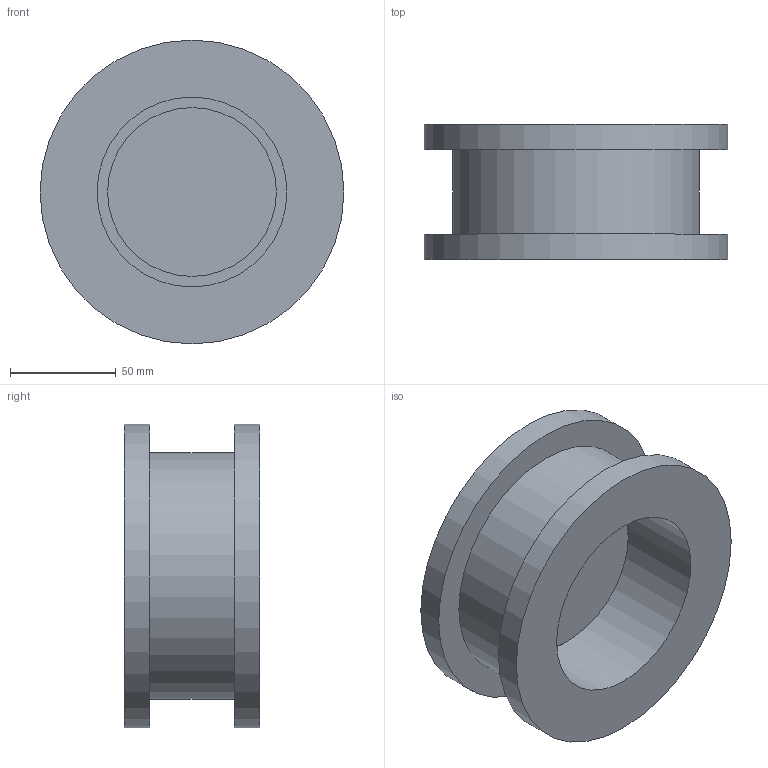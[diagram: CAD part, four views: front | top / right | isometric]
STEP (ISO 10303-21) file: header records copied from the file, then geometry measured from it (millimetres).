
FILE_DESCRIPTION((''),'2;1');
FILE_NAME('DC-DN80.stp','2011-03-03T10:06:51',('hellwig'),(''),'Autodesk Inventor 2011','Autodesk Inventor 2011','');
FILE_SCHEMA(('AUTOMOTIVE_DESIGN { 1 0 10303 214 1 1 1 1 }'));
Length unit declared in the file: millimetre
Products named in the file (1): DC-DN80 Doppelrückschlagklappe
Bounding box: 144 x 64 x 144 mm (x, y, z)
Volume: 517113.4 mm3; surface area: 89514.6 mm2
Topology: 1 solids, 1 shells, 17 faces, 27 edges, 18 vertices
Faces by surface type: plane 10, cylinder 7
Full cylindrical faces by diameter (mm): 80 x1, 90 x1, 117 x1, 144 x2
Entity records: 396 total; most frequent: DIRECTION 72, CARTESIAN_POINT 58, ORIENTED_EDGE 44, AXIS2_PLACEMENT_3D 32, EDGE_LOOP 28, EDGE_CURVE 22, VERTEX_POINT 18, FACE_OUTER_BOUND 17
